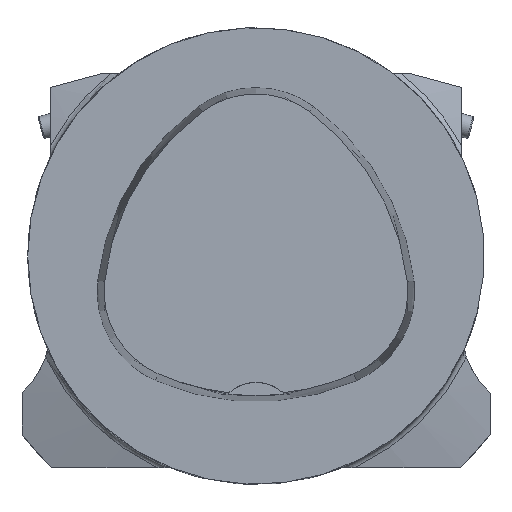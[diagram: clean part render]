
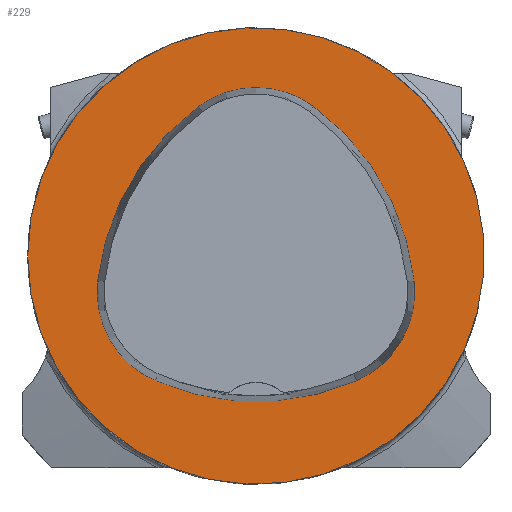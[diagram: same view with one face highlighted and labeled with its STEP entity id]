
A CAD part, top view. The second image highlights one B-rep face of the part: STEP entity #229.
In plain terms, the highlighted planar face has unit normal (0, 0, 1).
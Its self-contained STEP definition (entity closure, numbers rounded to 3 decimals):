
#229=ADVANCED_FACE('',(#571,#572),#295,.T.);
#295=PLANE('',#1668);
#571=FACE_BOUND('',#653,.T.);
#572=FACE_BOUND('',#654,.T.);
#653=EDGE_LOOP('',(#1011,#1012,#1013,#1014,#1015,#1016));
#654=EDGE_LOOP('',(#1017));
#1011=ORIENTED_EDGE('',*,*,#1436,.T.);
#1012=ORIENTED_EDGE('',*,*,#1416,.T.);
#1013=ORIENTED_EDGE('',*,*,#1420,.T.);
#1014=ORIENTED_EDGE('',*,*,#1423,.T.);
#1015=ORIENTED_EDGE('',*,*,#1426,.T.);
#1016=ORIENTED_EDGE('',*,*,#1434,.T.);
#1017=ORIENTED_EDGE('',*,*,#1326,.F.);
#1178=VERTEX_POINT('',#2296);
#1231=VERTEX_POINT('',#2589);
#1232=VERTEX_POINT('',#2590);
#1235=VERTEX_POINT('',#2598);
#1237=VERTEX_POINT('',#2604);
#1239=VERTEX_POINT('',#2610);
#1246=VERTEX_POINT('',#2631);
#1326=EDGE_CURVE('',#1178,#1178,#1482,.T.);
#1416=EDGE_CURVE('',#1231,#1232,#1493,.T.);
#1420=EDGE_CURVE('',#1232,#1235,#1495,.T.);
#1423=EDGE_CURVE('',#1235,#1237,#1497,.T.);
#1426=EDGE_CURVE('',#1237,#1239,#1499,.T.);
#1434=EDGE_CURVE('',#1239,#1246,#1503,.T.);
#1436=EDGE_CURVE('',#1246,#1231,#1505,.T.);
#1482=CIRCLE('',#1595,40.);
#1493=CIRCLE('',#1645,44.);
#1495=CIRCLE('',#1648,17.);
#1497=CIRCLE('',#1651,44.);
#1499=CIRCLE('',#1654,17.);
#1503=CIRCLE('',#1659,44.);
#1505=CIRCLE('',#1662,17.);
#1595=AXIS2_PLACEMENT_3D('',#2295,#1829,#1830);
#1645=AXIS2_PLACEMENT_3D('',#2588,#1984,#1985);
#1648=AXIS2_PLACEMENT_3D('',#2597,#1992,#1993);
#1651=AXIS2_PLACEMENT_3D('',#2603,#1999,#2000);
#1654=AXIS2_PLACEMENT_3D('',#2609,#2006,#2007);
#1659=AXIS2_PLACEMENT_3D('',#2632,#2018,#2019);
#1662=AXIS2_PLACEMENT_3D('',#2635,#2024,#2025);
#1668=AXIS2_PLACEMENT_3D('',#2641,#2036,#2037);
#1829=DIRECTION('',(0.,0.,-1.));
#1830=DIRECTION('',(-1.,0.,0.));
#1984=DIRECTION('',(0.,0.,-1.));
#1985=DIRECTION('',(-1.,0.,0.));
#1992=DIRECTION('',(0.,0.,-1.));
#1993=DIRECTION('',(-1.,0.,0.));
#1999=DIRECTION('',(0.,0.,-1.));
#2000=DIRECTION('',(-1.,0.,0.));
#2006=DIRECTION('',(0.,0.,-1.));
#2007=DIRECTION('',(-1.,0.,0.));
#2018=DIRECTION('',(0.,0.,-1.));
#2019=DIRECTION('',(-1.,0.,0.));
#2024=DIRECTION('',(0.,0.,-1.));
#2025=DIRECTION('',(-1.,0.,0.));
#2036=DIRECTION('',(0.,0.,1.));
#2037=DIRECTION('',(1.,0.,0.));
#2295=CARTESIAN_POINT('',(0.,0.,0.));
#2296=CARTESIAN_POINT('',(-40.,0.,0.));
#2588=CARTESIAN_POINT('',(16.01,-9.224,0.));
#2589=CARTESIAN_POINT('',(-27.722,-4.378,0.));
#2590=CARTESIAN_POINT('',(-10.119,26.178,0.));
#2597=CARTESIAN_POINT('',(-0.023,12.5,0.));
#2598=CARTESIAN_POINT('',(10.049,26.194,0.));
#2603=CARTESIAN_POINT('',(-16.021,-9.25,0.));
#2604=CARTESIAN_POINT('',(27.71,-4.394,0.));
#2609=CARTESIAN_POINT('',(10.814,-6.27,0.));
#2610=CARTESIAN_POINT('',(17.611,-21.852,0.));
#2631=CARTESIAN_POINT('',(-17.652,-21.819,0.));
#2632=CARTESIAN_POINT('',(0.017,18.477,0.));
#2635=CARTESIAN_POINT('',(-10.825,-6.25,0.));
#2641=CARTESIAN_POINT('',(0.,0.,0.));
